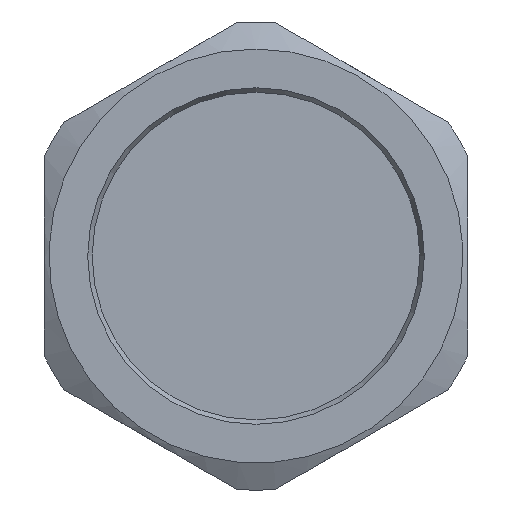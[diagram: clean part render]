
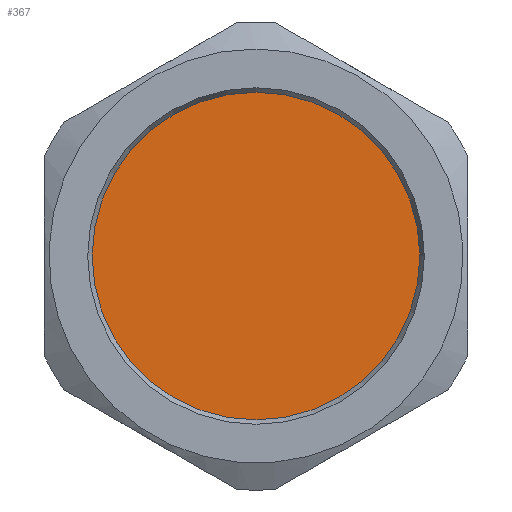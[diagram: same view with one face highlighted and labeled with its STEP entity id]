
A CAD part, left-side view. The second image highlights one B-rep face of the part: STEP entity #367.
In plain terms, the highlighted planar face has unit normal (-1, 0, 0).
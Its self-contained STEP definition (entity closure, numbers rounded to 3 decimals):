
#79=ORIENTED_EDGE('',*,*,#172,.T.);
#172=EDGE_CURVE('',#220,#220,#256,.T.);
#220=VERTEX_POINT('',#584);
#256=CIRCLE('',#412,7.35);
#283=EDGE_LOOP('',(#79));
#321=FACE_BOUND('',#283,.T.);
#353=PLANE('',#413);
#367=ADVANCED_FACE('',(#321),#353,.F.);
#412=AXIS2_PLACEMENT_3D('',#583,#475,#476);
#413=AXIS2_PLACEMENT_3D('',#585,#477,#478);
#475=DIRECTION('',(-1.,0.,0.));
#476=DIRECTION('',(0.,0.,1.));
#477=DIRECTION('',(1.,0.,0.));
#478=DIRECTION('',(0.,0.,-1.));
#583=CARTESIAN_POINT('',(2.5,0.,0.));
#584=CARTESIAN_POINT('',(2.5,0.,7.35));
#585=CARTESIAN_POINT('',(2.5,0.,7.35));
